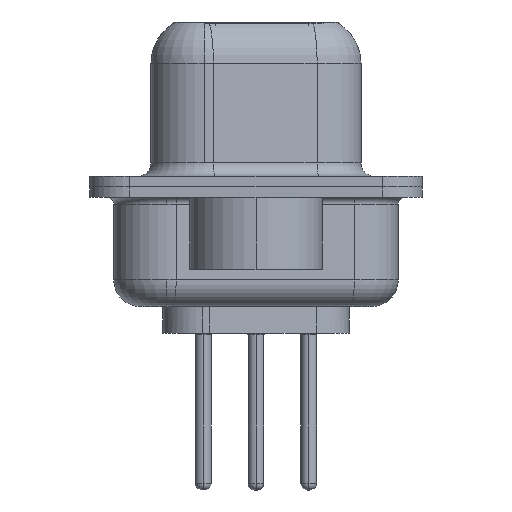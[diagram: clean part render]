
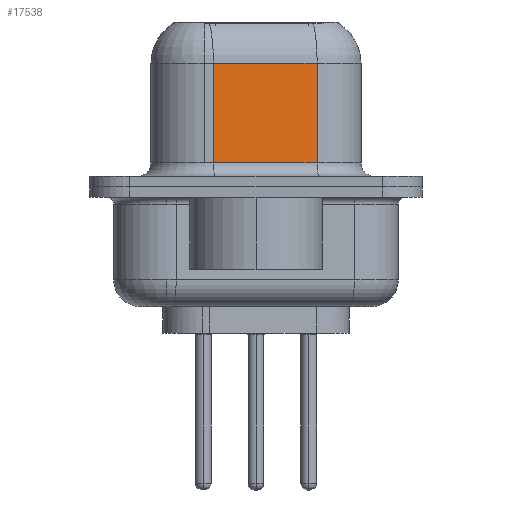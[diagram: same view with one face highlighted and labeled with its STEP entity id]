
A CAD part, left-side view. The second image highlights one B-rep face of the part: STEP entity #17538.
In plain terms, the highlighted planar face has unit normal (-0.985, -0.174, 0).
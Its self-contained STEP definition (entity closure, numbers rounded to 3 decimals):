
#1080 = VECTOR ( 'NONE', #10403, 1000. ) ;
#2390 = EDGE_CURVE ( 'NONE', #8392, #4291, #13735, .T. ) ;
#3204 = CARTESIAN_POINT ( 'NONE',  ( 5.068, -2.297, 0.9 ) ) ;
#4291 = VERTEX_POINT ( 'NONE', #7633 ) ;
#4518 = LINE ( 'NONE', #4608, #1080 ) ;
#4608 = CARTESIAN_POINT ( 'NONE',  ( 5.068, -2.297, 4.65 ) ) ;
#5211 = VERTEX_POINT ( 'NONE', #17829 ) ;
#5926 = VERTEX_POINT ( 'NONE', #13122 ) ;
#6363 = FACE_OUTER_BOUND ( 'NONE', #7806, .T. ) ;
#6390 = VECTOR ( 'NONE', #15106, 1000. ) ;
#6480 = LINE ( 'NONE', #18306, #8742 ) ;
#6801 = AXIS2_PLACEMENT_3D ( 'NONE', #10603, #12249, #16531 ) ;
#7449 = ORIENTED_EDGE ( 'NONE', *, *, #2390, .T. ) ;
#7633 = CARTESIAN_POINT ( 'NONE',  ( 5.068, -2.297, 0.9 ) ) ;
#7806 = EDGE_LOOP ( 'NONE', ( #9764, #12579, #16119, #7449 ) ) ;
#8392 = VERTEX_POINT ( 'NONE', #14975 ) ;
#8742 = VECTOR ( 'NONE', #12471, 1000. ) ;
#9133 = EDGE_CURVE ( 'NONE', #5211, #8392, #16677, .T. ) ;
#9764 = ORIENTED_EDGE ( 'NONE', *, *, #12596, .F. ) ;
#10403 = DIRECTION ( 'NONE',  ( -0.174, 0.985, 0. ) ) ;
#10603 = CARTESIAN_POINT ( 'NONE',  ( 5.068, -2.297, 6.4 ) ) ;
#12249 = DIRECTION ( 'NONE',  ( 0.985, 0.174, 0. ) ) ;
#12276 = DIRECTION ( 'NONE',  ( 0.174, -0.985, 0. ) ) ;
#12471 = DIRECTION ( 'NONE',  ( 0., 0., -1. ) ) ;
#12579 = ORIENTED_EDGE ( 'NONE', *, *, #13603, .T. ) ;
#12596 = EDGE_CURVE ( 'NONE', #5926, #4291, #6480, .T. ) ;
#13122 = CARTESIAN_POINT ( 'NONE',  ( 5.068, -2.297, 4.65 ) ) ;
#13603 = EDGE_CURVE ( 'NONE', #5926, #5211, #4518, .T. ) ;
#13735 = LINE ( 'NONE', #3204, #13974 ) ;
#13974 = VECTOR ( 'NONE', #12276, 1000. ) ;
#14975 = CARTESIAN_POINT ( 'NONE',  ( 4.38, 1.603, 0.9 ) ) ;
#15106 = DIRECTION ( 'NONE',  ( 0., 0., -1. ) ) ;
#16119 = ORIENTED_EDGE ( 'NONE', *, *, #9133, .T. ) ;
#16531 = DIRECTION ( 'NONE',  ( -0.174, 0.985, 0. ) ) ;
#16626 = PLANE ( 'NONE',  #6801 ) ;
#16677 = LINE ( 'NONE', #16864, #6390 ) ;
#16864 = CARTESIAN_POINT ( 'NONE',  ( 4.38, 1.603, 6.4 ) ) ;
#17538 = ADVANCED_FACE ( 'NONE', ( #6363 ), #16626, .F. ) ;
#17829 = CARTESIAN_POINT ( 'NONE',  ( 4.38, 1.603, 4.65 ) ) ;
#18306 = CARTESIAN_POINT ( 'NONE',  ( 5.068, -2.297, 6.4 ) ) ;
